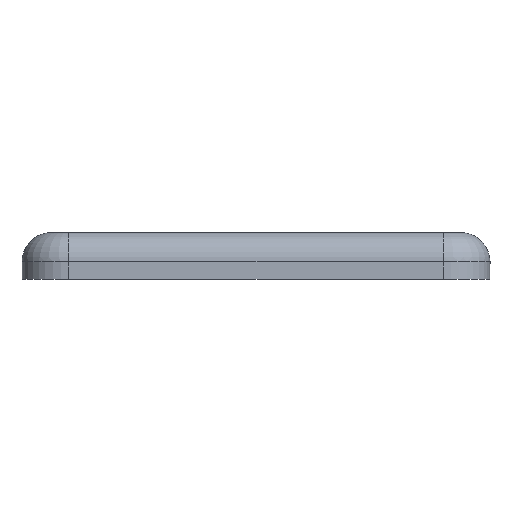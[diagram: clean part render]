
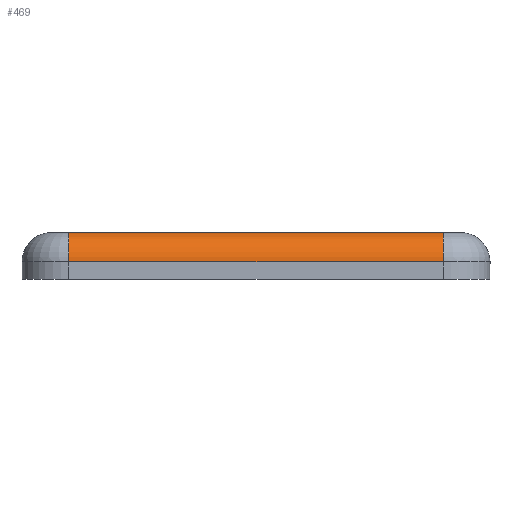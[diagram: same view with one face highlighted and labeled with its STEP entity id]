
A CAD part, left-side view. The second image highlights one B-rep face of the part: STEP entity #469.
In plain terms, the highlighted cylindrical face has radius 2.5 mm (diameter 5 mm), a partial arc.
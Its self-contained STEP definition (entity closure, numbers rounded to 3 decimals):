
#2 = CARTESIAN_POINT ( 'NONE',  ( -17.5, -10., 1.5 ) ) ;
#5 = CARTESIAN_POINT ( 'NONE',  ( -17.5, -16., 4. ) ) ;
#67 = DIRECTION ( 'NONE',  ( -1., 0., 0. ) ) ;
#91 = VERTEX_POINT ( 'NONE', #373 ) ;
#101 = VERTEX_POINT ( 'NONE', #5 ) ;
#103 = ORIENTED_EDGE ( 'NONE', *, *, #206, .T. ) ;
#113 = ORIENTED_EDGE ( 'NONE', *, *, #633, .T. ) ;
#121 = CYLINDRICAL_SURFACE ( 'NONE', #442, 2.5 ) ;
#138 = FACE_OUTER_BOUND ( 'NONE', #243, .T. ) ;
#183 = EDGE_CURVE ( 'NONE', #621, #349, #337, .T. ) ;
#187 = CARTESIAN_POINT ( 'NONE',  ( -20., 16., 1.5 ) ) ;
#198 = ORIENTED_EDGE ( 'NONE', *, *, #183, .F. ) ;
#206 = EDGE_CURVE ( 'NONE', #91, #101, #390, .T. ) ;
#209 = LINE ( 'NONE', #394, #367 ) ;
#211 = ORIENTED_EDGE ( 'NONE', *, *, #570, .F. ) ;
#214 = DIRECTION ( 'NONE',  ( 0., 1., 0. ) ) ;
#225 = CARTESIAN_POINT ( 'NONE',  ( -17.5, 16., 1.5 ) ) ;
#243 = EDGE_LOOP ( 'NONE', ( #103, #113, #198, #211 ) ) ;
#280 = DIRECTION ( 'NONE',  ( 0., 0., 1. ) ) ;
#312 = DIRECTION ( 'NONE',  ( 0., 0., 1. ) ) ;
#322 = AXIS2_PLACEMENT_3D ( 'NONE', #225, #593, #67 ) ;
#335 = VECTOR ( 'NONE', #661, 1000. ) ;
#337 = CIRCLE ( 'NONE', #322, 2.5 ) ;
#349 = VERTEX_POINT ( 'NONE', #409 ) ;
#367 = VECTOR ( 'NONE', #506, 1000. ) ;
#373 = CARTESIAN_POINT ( 'NONE',  ( -20., -16., 1.5 ) ) ;
#381 = DIRECTION ( 'NONE',  ( 0., 1., 0. ) ) ;
#390 = CIRCLE ( 'NONE', #576, 2.5 ) ;
#394 = CARTESIAN_POINT ( 'NONE',  ( -20., -20., 1.5 ) ) ;
#398 = LINE ( 'NONE', #658, #335 ) ;
#409 = CARTESIAN_POINT ( 'NONE',  ( -17.5, 16., 4. ) ) ;
#442 = AXIS2_PLACEMENT_3D ( 'NONE', #2, #214, #312 ) ;
#469 = ADVANCED_FACE ( 'NONE', ( #138 ), #121, .T. ) ;
#506 = DIRECTION ( 'NONE',  ( 0., 1., 0. ) ) ;
#544 = CARTESIAN_POINT ( 'NONE',  ( -17.5, -16., 1.5 ) ) ;
#570 = EDGE_CURVE ( 'NONE', #91, #621, #209, .T. ) ;
#576 = AXIS2_PLACEMENT_3D ( 'NONE', #544, #381, #280 ) ;
#593 = DIRECTION ( 'NONE',  ( 0., 1., 0. ) ) ;
#621 = VERTEX_POINT ( 'NONE', #187 ) ;
#633 = EDGE_CURVE ( 'NONE', #101, #349, #398, .T. ) ;
#658 = CARTESIAN_POINT ( 'NONE',  ( -17.5, -10., 4. ) ) ;
#661 = DIRECTION ( 'NONE',  ( 0., 1., 0. ) ) ;
